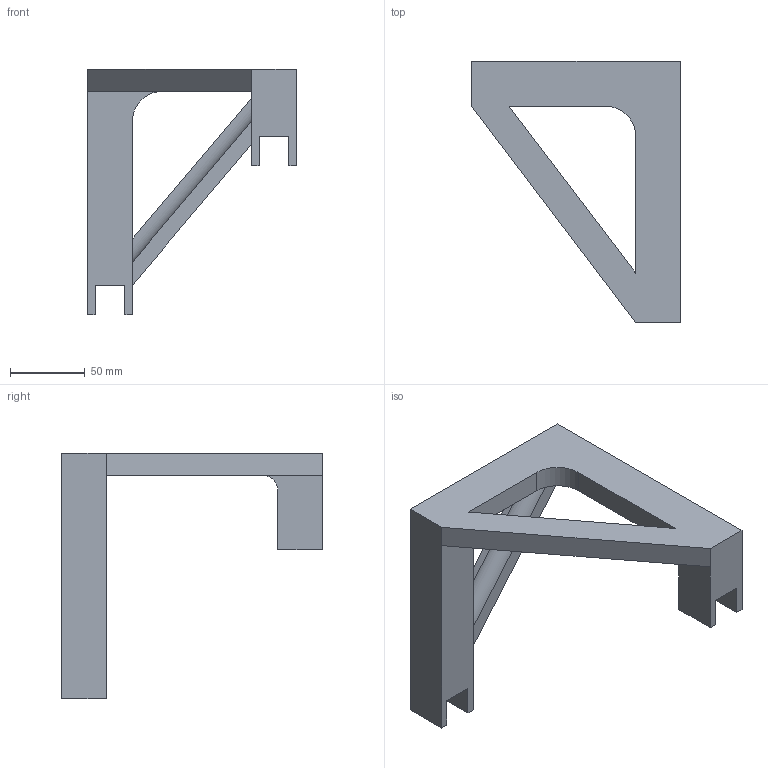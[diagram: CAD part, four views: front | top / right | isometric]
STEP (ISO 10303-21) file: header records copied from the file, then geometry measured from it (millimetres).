
FILE_DESCRIPTION (( 'STEP AP214' ), '1' );
FILE_NAME ('JointFixTool2.STEP', '2025-03-11T04:55:14', ( '' ), ( '' ), 'SwSTEP 2.0', 'SolidWorks 2020', '' );
FILE_SCHEMA (( 'AUTOMOTIVE_DESIGN' ));
Length unit declared in the file: millimetre
Products named in the file (1): JointFixTool2
Bounding box: 140 x 175 x 165 mm (x, y, z)
Volume: 359541.5 mm3; surface area: 70776.8 mm2
Topology: 1 solids, 1 shells, 31 faces, 90 edges, 59 vertices
Faces by surface type: plane 26, cylinder 5
Entity records: 1048 total; most frequent: CARTESIAN_POINT 193, ORIENTED_EDGE 180, DIRECTION 156, EDGE_CURVE 90, VECTOR 80, LINE 80, VERTEX_POINT 59, AXIS2_PLACEMENT_3D 38
